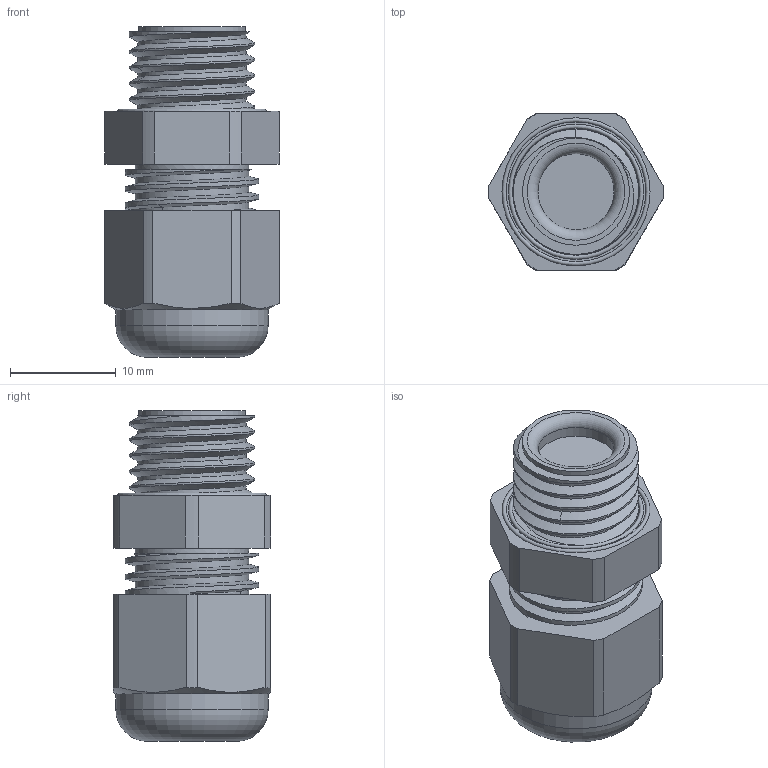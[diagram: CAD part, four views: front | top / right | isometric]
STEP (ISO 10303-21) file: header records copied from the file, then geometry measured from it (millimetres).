
FILE_DESCRIPTION(/* description */ (''),/* implementation_level */ '2;1');
FILE_NAME(/* name */ 'c-1sng601012r0000-a-3d v1.step',/* time_stamp */ '2026-01-15T13:54:53-06:00',/* author */ (''),/* organization */ (''),/* preprocessor_version */ 'ST-DEVELOPER v20.1',/* originating_system */ 'Autodesk Translation Framework v14.17.0.0',/* authorisation */ '');
FILE_SCHEMA (('AUTOMOTIVE_DESIGN { 1 0 10303 214 3 1 1 }'));
Length unit declared in the file: millimetre
Products named in the file (1): C-1SNG601012R0000
Bounding box: 16.6 x 14.87 x 31.26 mm (x, y, z)
Volume: 4506.2 mm3; surface area: 2214.6 mm2
Topology: 1 solids, 1 shells, 76 faces, 196 edges, 129 vertices
Faces by surface type: plane 30, cylinder 26, bspline 15, torus 4, cone 1
Full cylindrical faces by diameter (mm): 7.2 x1, 10.12 x1, 10.7 x1, 11.85 x4, 12.6 x2, 14.4 x1
Entity records: 7461 total; most frequent: CARTESIAN_POINT 5686, ORIENTED_EDGE 392, DIRECTION 316, EDGE_CURVE 196, VERTEX_POINT 129, AXIS2_PLACEMENT_3D 118, EDGE_LOOP 83, LINE 80
